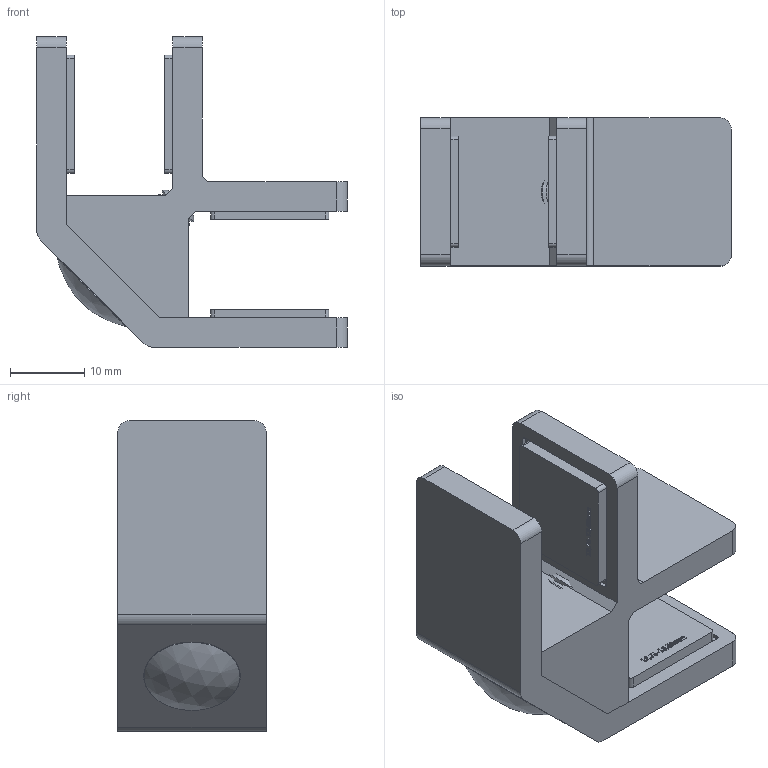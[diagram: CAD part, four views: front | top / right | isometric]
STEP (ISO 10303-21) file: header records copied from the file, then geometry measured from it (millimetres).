
FILE_DESCRIPTION (( 'STEP AP203' ), '1' );
FILE_NAME ('80570-V4A-12-EH.step', '2021-11-26T10:36:05', ( '' ), ( '' ), 'SwSTEP 2.0', 'SolidWorks 2018', '' );
FILE_SCHEMA (( 'CONFIG_CONTROL_DESIGN' ));
Length unit declared in the file: millimetre
Products named in the file (15): 80570-xxx-xx-EH Teil3; 80570-xxx-xx-EH Teil2; 80570-xxx-xx-EH Teil2_80570-V4A-12-EH Teil2; 80570-xxx-xx-EH Teil4; 80570-xxx-xx-EH Teil1; 80570-xxx-xx-EH Teil3_12,76-13,52mm; 80570-V4A-12-EH; 80570-xxx-xx-EH Teil1_80570-V4A-12-EH Teil1; socket countersunk head screw_din; socket countersunk head screw_din_DIN 7991 - M6 x 16 --- 16S
Assembly tree (9 placements, depth 2):
  80570-xxx-xx-EH Teil3
  80570-xxx-xx-EH Teil3
  80570-xxx-xx-EH Teil4
  80570-xxx-xx-EH Teil1
  80570-xxx-xx-EH Teil3
Bounding box: 42 x 20 x 42 mm (x, y, z)
Volume: 13843.4 mm3; surface area: 11278.7 mm2
Topology: 8 solids, 9 shells, 2904 faces, 7649 edges, 5040 vertices
Faces by surface type: plane 1621, bspline 971, cylinder 209, torus 70, cone 32, sphere 1
Full cylindrical faces by diameter (mm): 1.8 x1, 2.7 x4, 4 x1, 5 x1, 6 x12, 7 x1, 11.57 x1, 12.5 x1
Entity records: 59198 total; most frequent: CARTESIAN_POINT 28413, ORIENTED_EDGE 6570, DIRECTION 4951, EDGE_CURVE 3285, VERTEX_POINT 2166, LINE 2137, VECTOR 2137, EDGE_LOOP 1481
